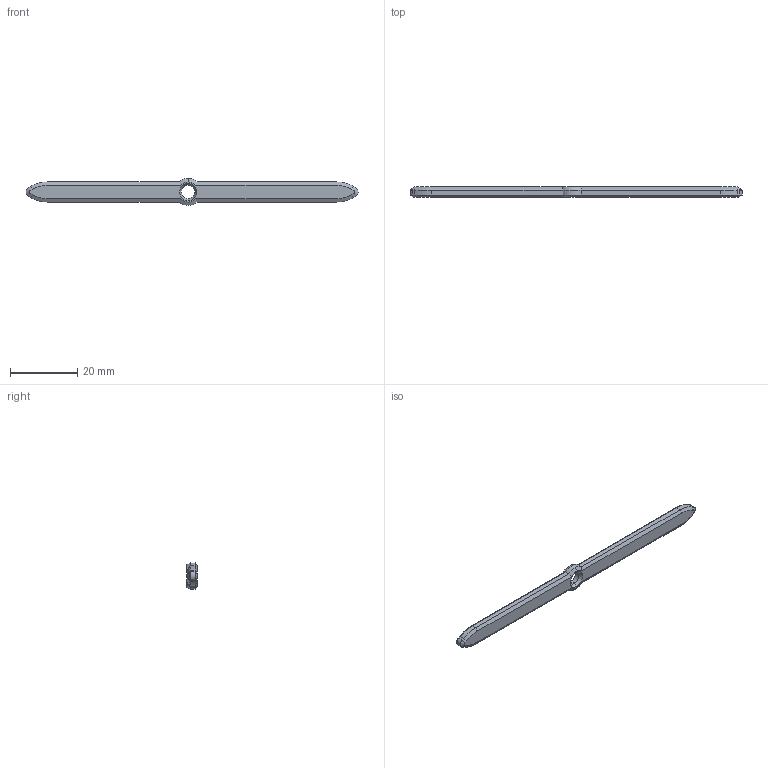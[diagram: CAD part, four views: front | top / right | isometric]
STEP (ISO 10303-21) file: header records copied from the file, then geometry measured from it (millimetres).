
FILE_DESCRIPTION (( 'STEP AP214' ), '1' );
FILE_NAME ('good propeller.STEP', '2023-07-21T15:05:40', ( '' ), ( '' ), 'SwSTEP 2.0', 'SolidWorks 2021', '' );
FILE_SCHEMA (( 'AUTOMOTIVE_DESIGN' ));
Length unit declared in the file: millimetre
Products named in the file (1): good propeller
Bounding box: 98.89 x 3 x 8 mm (x, y, z)
Volume: 1537.8 mm3; surface area: 1566 mm2
Topology: 1 solids, 1 shells, 73 faces, 164 edges, 93 vertices
Faces by surface type: plane 34, cone 28, cylinder 11
Entity records: 2023 total; most frequent: CARTESIAN_POINT 367, DIRECTION 351, ORIENTED_EDGE 328, EDGE_CURVE 164, AXIS2_PLACEMENT_3D 125, VECTOR 101, LINE 101, VERTEX_POINT 93
